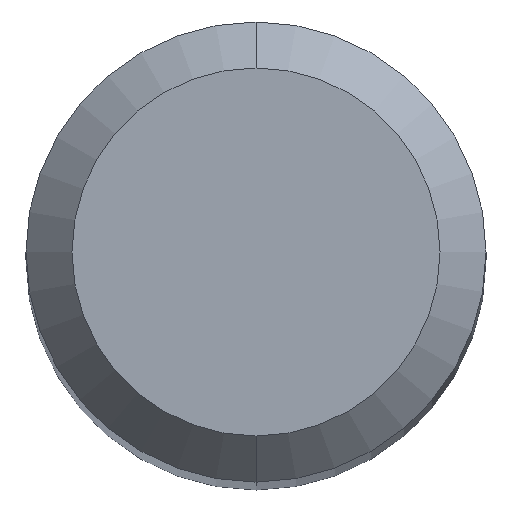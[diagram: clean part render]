
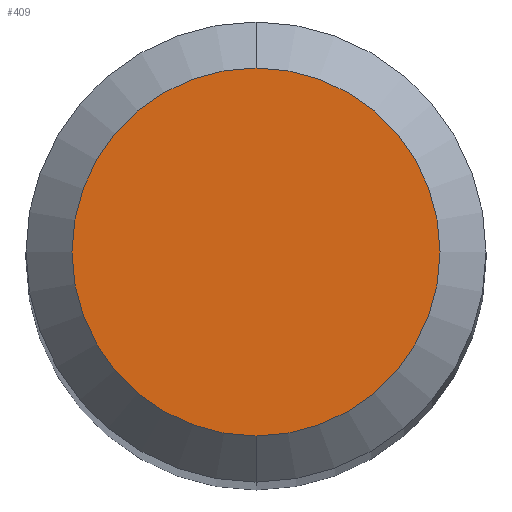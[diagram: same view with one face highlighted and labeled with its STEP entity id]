
A CAD part, top view. The second image highlights one B-rep face of the part: STEP entity #409.
In plain terms, the highlighted planar face has unit normal (0, 0, 1).
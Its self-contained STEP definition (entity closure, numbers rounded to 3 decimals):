
#193=EDGE_CURVE('',#255,#259,#501,.T.);
#255=VERTEX_POINT('',#570);
#259=VERTEX_POINT('',#575);
#409=ADVANCED_FACE('',(#739),#740,.T.);
#423=EDGE_CURVE('',#259,#255,#754,.T.);
#501=CIRCLE('',#864,1.2);
#570=CARTESIAN_POINT('',(0.0,1.2,0.0));
#575=CARTESIAN_POINT('',(0.,-1.2,0.0));
#739=FACE_OUTER_BOUND('',#1296,.T.);
#740=PLANE('',#1297);
#754=CIRCLE('',#1321,1.2);
#864=AXIS2_PLACEMENT_3D('',#1461,#1462,#1463);
#1296=EDGE_LOOP('',(#1734,#1735));
#1297=AXIS2_PLACEMENT_3D('',#1736,#1737,#1738);
#1321=AXIS2_PLACEMENT_3D('',#1743,#1744,#1745);
#1461=CARTESIAN_POINT('',(0.0,0.0,0.0));
#1462=DIRECTION('',(0.0,0.0,-1.0));
#1463=DIRECTION('',(0.0,1.0,0.0));
#1734=ORIENTED_EDGE('',*,*,#193,.F.);
#1735=ORIENTED_EDGE('',*,*,#423,.F.);
#1736=CARTESIAN_POINT('',(0.0,0.6,0.0));
#1737=DIRECTION('',(-0.0,0.0,1.0));
#1738=DIRECTION('',(0.0,-1.0,0.0));
#1743=CARTESIAN_POINT('',(0.0,0.0,0.0));
#1744=DIRECTION('',(0.0,0.0,-1.0));
#1745=DIRECTION('',(0.0,1.0,0.0));
